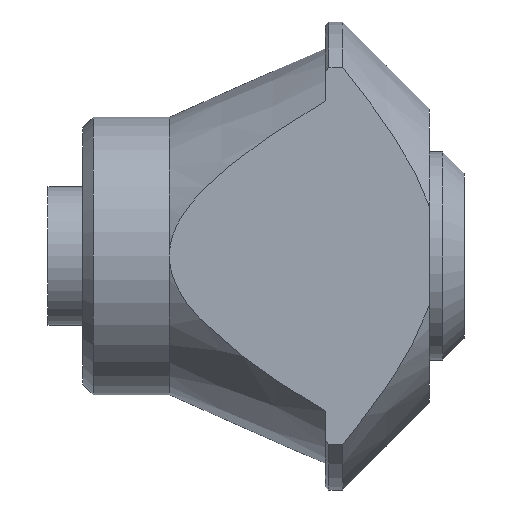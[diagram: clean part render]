
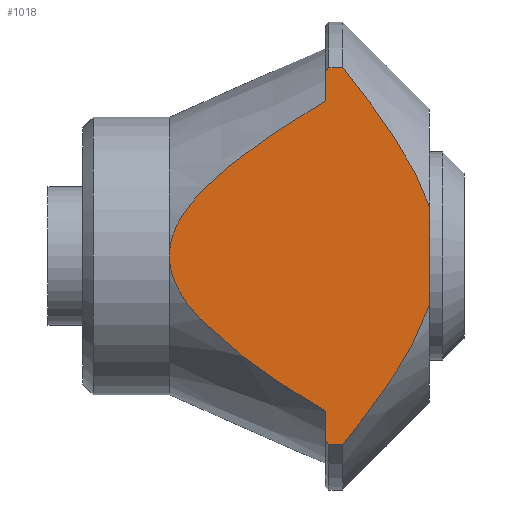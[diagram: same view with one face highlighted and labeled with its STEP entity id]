
A CAD part, front view. The second image highlights one B-rep face of the part: STEP entity #1018.
In plain terms, the highlighted planar face has unit normal (0, -1, 0).
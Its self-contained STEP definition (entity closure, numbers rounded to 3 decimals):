
#695=CARTESIAN_POINT('',(-5.0,-4.,1.436));
#696=VERTEX_POINT('',#695);
#704=CARTESIAN_POINT('',(-2.5,-4.,5.437));
#705=VERTEX_POINT('',#704);
#706=CARTESIAN_POINT('',(-5.0,-4.,1.436));
#707=CARTESIAN_POINT('',(-4.478,-4.,2.982));
#708=CARTESIAN_POINT('',(-2.5,-4.,5.437));
#716=(BOUNDED_CURVE()B_SPLINE_CURVE(2,(#706,#707,#708),.UNSPECIFIED.,.F.,.U.)B_SPLINE_CURVE_WITH_KNOTS((3,3),(0.0,0.473),.UNSPECIFIED.)CURVE()GEOMETRIC_REPRESENTATION_ITEM()RATIONAL_B_SPLINE_CURVE((1.0,1.074,1.0))REPRESENTATION_ITEM(''));
#717=EDGE_CURVE('',#696,#705,#716,.T.);
#735=CARTESIAN_POINT('',(-2.5,-4.,-5.437));
#736=VERTEX_POINT('',#735);
#744=CARTESIAN_POINT('',(-5.0,-4.,-1.436));
#745=VERTEX_POINT('',#744);
#746=CARTESIAN_POINT('',(-2.5,-4.,-5.437));
#747=CARTESIAN_POINT('',(-4.478,-4.,-2.982));
#748=CARTESIAN_POINT('',(-5.0,-4.,-1.436));
#756=(BOUNDED_CURVE()B_SPLINE_CURVE(2,(#746,#747,#748),.UNSPECIFIED.,.F.,.U.)B_SPLINE_CURVE_WITH_KNOTS((3,3),(0.0,0.473),.UNSPECIFIED.)CURVE()GEOMETRIC_REPRESENTATION_ITEM()RATIONAL_B_SPLINE_CURVE((1.0,1.074,1.0))REPRESENTATION_ITEM(''));
#757=EDGE_CURVE('',#736,#745,#756,.T.);
#776=CARTESIAN_POINT('',(-2.1,-4.,5.437));
#777=VERTEX_POINT('',#776);
#778=CARTESIAN_POINT('',(-2.5,-4.,5.437));
#779=DIRECTION('',(1.0,0.0,0.0));
#780=VECTOR('',#779,0.4);
#781=LINE('',#778,#780);
#782=EDGE_CURVE('',#705,#777,#781,.T.);
#800=CARTESIAN_POINT('',(-2.1,-4.,-5.437));
#801=VERTEX_POINT('',#800);
#809=CARTESIAN_POINT('',(-2.1,-4.,-5.437));
#810=DIRECTION('',(-1.0,0.0,0.0));
#811=VECTOR('',#810,0.4);
#812=LINE('',#809,#811);
#813=EDGE_CURVE('',#801,#736,#812,.T.);
#826=CARTESIAN_POINT('',(-2.0,-4.,5.312));
#827=VERTEX_POINT('',#826);
#828=CARTESIAN_POINT('',(-2.1,-4.,5.437));
#829=CARTESIAN_POINT('',(-2.049,-4.,5.374));
#830=CARTESIAN_POINT('',(-2.0,-4.,5.312));
#838=(BOUNDED_CURVE()B_SPLINE_CURVE(2,(#828,#829,#830),.UNSPECIFIED.,.F.,.U.)B_SPLINE_CURVE_WITH_KNOTS((3,3),(0.0,0.016),.UNSPECIFIED.)CURVE()GEOMETRIC_REPRESENTATION_ITEM()RATIONAL_B_SPLINE_CURVE((1.0,1.,1.0))REPRESENTATION_ITEM(''));
#839=EDGE_CURVE('',#777,#827,#838,.T.);
#857=CARTESIAN_POINT('',(-2.0,-4.,-5.312));
#858=VERTEX_POINT('',#857);
#866=CARTESIAN_POINT('',(-2.0,-4.,-5.312));
#867=CARTESIAN_POINT('',(-2.049,-4.,-5.374));
#868=CARTESIAN_POINT('',(-2.1,-4.,-5.437));
#876=(BOUNDED_CURVE()B_SPLINE_CURVE(2,(#866,#867,#868),.UNSPECIFIED.,.F.,.U.)B_SPLINE_CURVE_WITH_KNOTS((3,3),(0.0,0.016),.UNSPECIFIED.)CURVE()GEOMETRIC_REPRESENTATION_ITEM()RATIONAL_B_SPLINE_CURVE((1.0,1.,1.0))REPRESENTATION_ITEM(''));
#877=EDGE_CURVE('',#858,#801,#876,.T.);
#890=CARTESIAN_POINT('',(-2.0,-4.,4.472));
#891=VERTEX_POINT('',#890);
#892=CARTESIAN_POINT('',(-2.0,-4.,5.312));
#893=DIRECTION('',(0.0,0.0,-1.0));
#894=VECTOR('',#893,0.84);
#895=LINE('',#892,#894);
#896=EDGE_CURVE('',#827,#891,#895,.T.);
#914=CARTESIAN_POINT('',(-2.0,-4.,-4.472));
#915=VERTEX_POINT('',#914);
#923=CARTESIAN_POINT('',(-2.0,-4.,-4.472));
#924=DIRECTION('',(0.0,0.0,-1.0));
#925=VECTOR('',#924,0.84);
#926=LINE('',#923,#925);
#927=EDGE_CURVE('',#915,#858,#926,.T.);
#940=CARTESIAN_POINT('',(2.5,-4.,0.0));
#941=VERTEX_POINT('',#940);
#942=CARTESIAN_POINT('',(-2.0,-4.,4.472));
#943=CARTESIAN_POINT('',(2.5,-4.,1.789));
#944=CARTESIAN_POINT('',(2.5,-4.,0.0));
#952=(BOUNDED_CURVE()B_SPLINE_CURVE(2,(#942,#943,#944),.UNSPECIFIED.,.F.,.U.)B_SPLINE_CURVE_WITH_KNOTS((3,3),(0.0,0.65),.UNSPECIFIED.)CURVE()GEOMETRIC_REPRESENTATION_ITEM()RATIONAL_B_SPLINE_CURVE((1.0,1.118,1.0))REPRESENTATION_ITEM(''));
#953=EDGE_CURVE('',#891,#941,#952,.T.);
#978=CARTESIAN_POINT('',(2.5,-4.,0.0));
#979=CARTESIAN_POINT('',(2.5,-4.,-1.789));
#980=CARTESIAN_POINT('',(-2.0,-4.,-4.472));
#988=(BOUNDED_CURVE()B_SPLINE_CURVE(2,(#978,#979,#980),.UNSPECIFIED.,.F.,.U.)B_SPLINE_CURVE_WITH_KNOTS((3,3),(0.65,1.3),.UNSPECIFIED.)CURVE()GEOMETRIC_REPRESENTATION_ITEM()RATIONAL_B_SPLINE_CURVE((1.0,1.118,1.0))REPRESENTATION_ITEM(''));
#989=EDGE_CURVE('',#941,#915,#988,.T.);
#995=CARTESIAN_POINT('',(5.0,-4.,0.0));
#996=DIRECTION('',(0.0,1.0,0.0));
#997=DIRECTION('',(0.0,0.0,1.0));
#998=AXIS2_PLACEMENT_3D('',#995,#996,#997);
#999=PLANE('',#998);
#1000=ORIENTED_EDGE('',*,*,#757,.F.);
#1001=ORIENTED_EDGE('',*,*,#813,.F.);
#1002=ORIENTED_EDGE('',*,*,#877,.F.);
#1003=ORIENTED_EDGE('',*,*,#927,.F.);
#1004=ORIENTED_EDGE('',*,*,#989,.F.);
#1005=ORIENTED_EDGE('',*,*,#953,.F.);
#1006=ORIENTED_EDGE('',*,*,#896,.F.);
#1007=ORIENTED_EDGE('',*,*,#839,.F.);
#1008=ORIENTED_EDGE('',*,*,#782,.F.);
#1009=ORIENTED_EDGE('',*,*,#717,.F.);
#1010=CARTESIAN_POINT('',(-5.0,-4.,-1.436));
#1011=DIRECTION('',(0.0,0.0,1.0));
#1012=VECTOR('',#1011,2.872);
#1013=LINE('',#1010,#1012);
#1014=EDGE_CURVE('',#745,#696,#1013,.T.);
#1015=ORIENTED_EDGE('',*,*,#1014,.F.);
#1016=EDGE_LOOP('',(#1000,#1001,#1002,#1003,#1004,#1005,#1006,#1007,#1008,#1009,#1015));
#1017=FACE_OUTER_BOUND('',#1016,.T.);
#1018=ADVANCED_FACE('',(#1017),#999,.F.);
